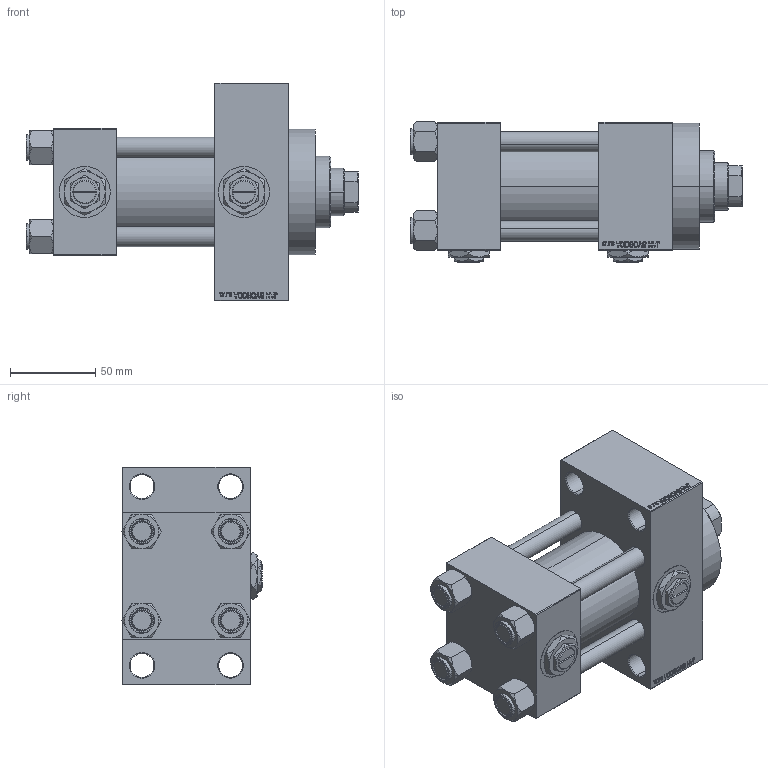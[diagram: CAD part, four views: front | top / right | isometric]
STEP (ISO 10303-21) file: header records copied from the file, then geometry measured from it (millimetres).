
FILE_DESCRIPTION (( 'STEP AP203' ), '1' );
FILE_NAME ('9f5b.STEP', '2023-08-23T14:07:48', ( '' ), ( '' ), 'SwSTEP 2.0', 'SolidWorks 2019', '' );
FILE_SCHEMA (( 'CONFIG_CONTROL_DESIGN' ));
Length unit declared in the file: millimetre
Products named in the file (7): V215CR_D_Body 33f39bdbdc84104c765a5c85cc8a9e49; Zatka_pro_OIL_PORT 33f39bdbdc84104c765a5c85cc8a9e49; V215CR_D_TYCINKA 33f39bdbdc84104c765a5c85cc8a9e49; V215CR_VCP_D 33f39bdbdc84104c765a5c85cc8a9e49; V215_VC_A 33f39bdbdc84104c765a5c85cc8a9e49; 9f5b; NUT_M5_D 33f39bdbdc84104c765a5c85cc8a9e49
Assembly tree (13 placements, depth 2):
  9f5b
    V215CR_D_Body 33f39bdbdc84104c765a5c85cc8a9e49
    V215CR_VCP_D 33f39bdbdc84104c765a5c85cc8a9e49
    NUT_M5_D 33f39bdbdc84104c765a5c85cc8a9e49  x4
    V215CR_D_TYCINKA 33f39bdbdc84104c765a5c85cc8a9e49  x4
    V215_VC_A 33f39bdbdc84104c765a5c85cc8a9e49
    Zatka_pro_OIL_PORT 33f39bdbdc84104c765a5c85cc8a9e49  x2
Bounding box: 195 x 82.27 x 128 mm (x, y, z)
Volume: 802225.9 mm3; surface area: 174728.1 mm2
Topology: 13 solids, 13 shells, 1204 faces, 2986 edges, 1924 vertices
Faces by surface type: plane 545, bspline 368, cone 184, cylinder 99, torus 8
Entity records: 49303 total; most frequent: CARTESIAN_POINT 25733, ORIENTED_EDGE 5272, DIRECTION 3446, EDGE_CURVE 2636, VERTEX_POINT 1722, VECTOR 1552, LINE 1552, EDGE_LOOP 1180
